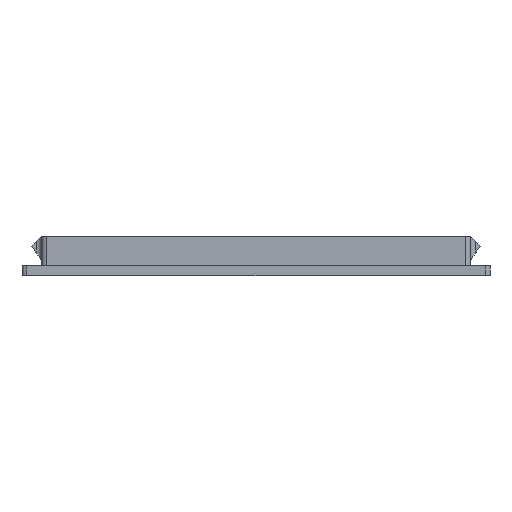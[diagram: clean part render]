
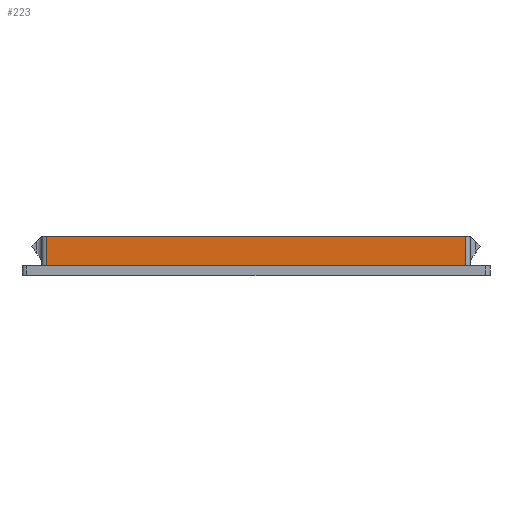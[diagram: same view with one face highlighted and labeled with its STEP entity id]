
A CAD part, front view. The second image highlights one B-rep face of the part: STEP entity #223.
In plain terms, the highlighted planar face has unit normal (0, -1, 0).
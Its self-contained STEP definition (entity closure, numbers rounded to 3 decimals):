
#223=ADVANCED_FACE('',(#1654),#1656,.T.);
#1654=FACE_BOUND('',#1655,.T.);
#1655=EDGE_LOOP('',(#16108,#16109,#16110,#16111));
#1656=PLANE('',#1657);
#1657=AXIS2_PLACEMENT_3D('',#1658,#1659,#1660);
#1658=CARTESIAN_POINT('',(-22.,-79.,1.));
#1659=DIRECTION('',(0.,-1.,0.));
#1660=DIRECTION('',(1.,0.,0.));
#16108=ORIENTED_EDGE('',*,*,#17515,.T.);
#16109=ORIENTED_EDGE('',*,*,#17455,.F.);
#16110=ORIENTED_EDGE('',*,*,#17514,.F.);
#16111=ORIENTED_EDGE('',*,*,#17516,.T.);
#17455=EDGE_CURVE('',#18783,#18785,#18786,.T.);
#17514=EDGE_CURVE('',#18891,#18783,#18893,.T.);
#17515=EDGE_CURVE('',#18894,#18785,#18895,.T.);
#17516=EDGE_CURVE('',#18891,#18894,#18896,.T.);
#18783=VERTEX_POINT('',#21650);
#18785=VERTEX_POINT('',#21655);
#18786=LINE('',#21656,#21657);
#18891=VERTEX_POINT('',#21892);
#18893=LINE('',#21897,#21898);
#18894=VERTEX_POINT('',#21900);
#18895=LINE('',#21901,#21902);
#18896=LINE('',#21904,#21905);
#21650=CARTESIAN_POINT('',(-21.5,-79.,4.));
#21655=CARTESIAN_POINT('',(21.5,-79.,4.));
#21656=CARTESIAN_POINT('',(-21.5,-79.,4.));
#21657=VECTOR('',#21658,1.);
#21658=DIRECTION('',(1.,0.,0.));
#21892=CARTESIAN_POINT('',(-21.5,-79.,1.));
#21897=CARTESIAN_POINT('',(-21.5,-79.,1.));
#21898=VECTOR('',#21899,1.);
#21899=DIRECTION('',(0.,0.,1.));
#21900=CARTESIAN_POINT('',(21.5,-79.,1.));
#21901=CARTESIAN_POINT('',(21.5,-79.,1.));
#21902=VECTOR('',#21903,1.);
#21903=DIRECTION('',(0.,0.,1.));
#21904=CARTESIAN_POINT('',(-21.5,-79.,1.));
#21905=VECTOR('',#21906,1.);
#21906=DIRECTION('',(1.,0.,0.));
